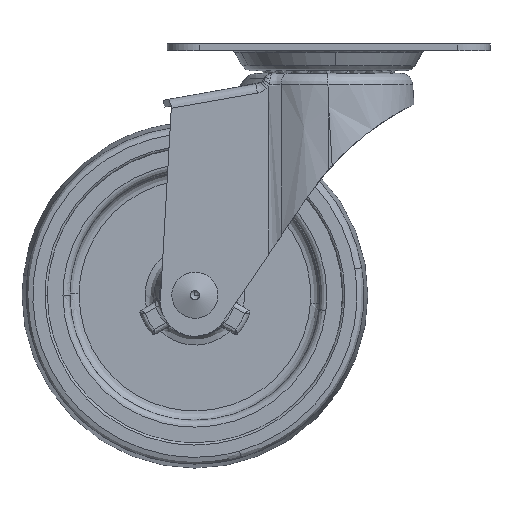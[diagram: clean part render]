
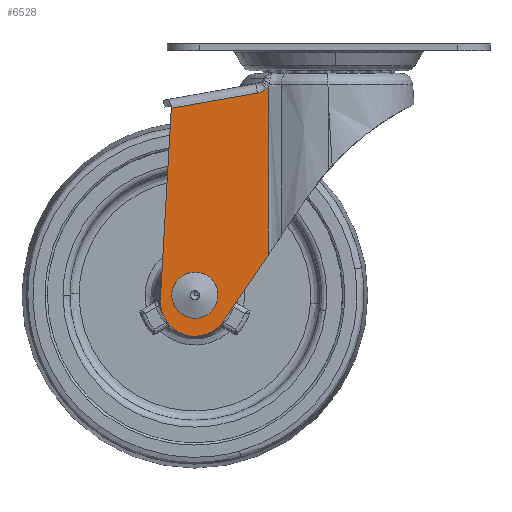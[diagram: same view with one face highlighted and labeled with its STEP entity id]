
A CAD part, front view. The second image highlights one B-rep face of the part: STEP entity #6528.
In plain terms, the highlighted free-form (B-spline) face has degree [1, 1] with [2, 2] control points.
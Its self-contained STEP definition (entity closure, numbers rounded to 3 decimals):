
#939=CARTESIAN_POINT('',(-32.225,-14.5,-53.403));
#940=VERTEX_POINT('',#939);
#946=CARTESIAN_POINT('',(-29.0,-14.5,-56.25));
#947=VERTEX_POINT('',#946);
#948=CARTESIAN_POINT('',(-29.0,-14.5,-56.25));
#949=CARTESIAN_POINT('',(-31.869,-14.5,-56.25));
#950=CARTESIAN_POINT('',(-32.225,-14.5,-53.403));
#958=(BOUNDED_CURVE()B_SPLINE_CURVE(2,(#948,#949,#950),.UNSPECIFIED.,.F.,.U.)B_SPLINE_CURVE_WITH_KNOTS((3,3),(0.5,0.729),.UNSPECIFIED.)CURVE()GEOMETRIC_REPRESENTATION_ITEM()RATIONAL_B_SPLINE_CURVE((1.0,0.732,0.954))REPRESENTATION_ITEM(''));
#959=EDGE_CURVE('',#947,#940,#958,.T.);
#961=CARTESIAN_POINT('',(-25.75,-14.5,-52.972));
#962=VERTEX_POINT('',#961);
#963=CARTESIAN_POINT('',(-25.75,-14.5,-52.972));
#964=CARTESIAN_POINT('',(-25.75,-14.5,-52.986));
#965=CARTESIAN_POINT('',(-25.75,-14.5,-53.));
#966=CARTESIAN_POINT('',(-25.75,-14.5,-56.25));
#967=CARTESIAN_POINT('',(-29.0,-14.5,-56.25));
#975=(BOUNDED_CURVE()B_SPLINE_CURVE(2,(#963,#964,#965,#966,#967),.UNSPECIFIED.,.F.,.U.)B_SPLINE_CURVE_WITH_KNOTS((3,2,3),(0.248,0.25,0.5),.UNSPECIFIED.)CURVE()GEOMETRIC_REPRESENTATION_ITEM()RATIONAL_B_SPLINE_CURVE((0.996,0.998,1.0,0.707,1.0))REPRESENTATION_ITEM(''));
#976=EDGE_CURVE('',#962,#947,#975,.T.);
#1056=CARTESIAN_POINT('',(-29.0,-14.5,-49.75));
#1057=VERTEX_POINT('',#1056);
#1058=CARTESIAN_POINT('',(-29.0,-14.5,-49.75));
#1059=CARTESIAN_POINT('',(-25.778,-14.5,-49.75));
#1060=CARTESIAN_POINT('',(-25.75,-14.5,-52.972));
#1068=(BOUNDED_CURVE()B_SPLINE_CURVE(2,(#1058,#1059,#1060),.UNSPECIFIED.,.F.,.U.)B_SPLINE_CURVE_WITH_KNOTS((3,3),(0.0,0.248),.UNSPECIFIED.)CURVE()GEOMETRIC_REPRESENTATION_ITEM()RATIONAL_B_SPLINE_CURVE((1.0,0.709,0.996))REPRESENTATION_ITEM(''));
#1069=EDGE_CURVE('',#1057,#962,#1068,.T.);
#1071=CARTESIAN_POINT('',(-32.225,-14.5,-53.403));
#1072=CARTESIAN_POINT('',(-32.25,-14.5,-53.202));
#1073=CARTESIAN_POINT('',(-32.25,-14.5,-53.));
#1074=CARTESIAN_POINT('',(-32.25,-14.5,-49.75));
#1075=CARTESIAN_POINT('',(-29.0,-14.5,-49.75));
#1083=(BOUNDED_CURVE()B_SPLINE_CURVE(2,(#1071,#1072,#1073,#1074,#1075),.UNSPECIFIED.,.F.,.U.)B_SPLINE_CURVE_WITH_KNOTS((3,2,3),(0.729,0.75,1.0),.UNSPECIFIED.)CURVE()GEOMETRIC_REPRESENTATION_ITEM()RATIONAL_B_SPLINE_CURVE((0.954,0.975,1.0,0.707,1.0))REPRESENTATION_ITEM(''));
#1084=EDGE_CURVE('',#940,#1057,#1083,.T.);
#3783=CARTESIAN_POINT('',(-13.424,-14.5,-8.099));
#3784=VERTEX_POINT('',#3783);
#3815=CARTESIAN_POINT('',(-15.431,-14.5,-9.154));
#3816=VERTEX_POINT('',#3815);
#3830=CARTESIAN_POINT('',(-13.424,-14.5,-8.099));
#3831=CARTESIAN_POINT('',(-13.491,-14.5,-8.17));
#3832=CARTESIAN_POINT('',(-13.56,-14.5,-8.236));
#3833=CARTESIAN_POINT('',(-13.704,-14.5,-8.364));
#3834=CARTESIAN_POINT('',(-13.78,-14.5,-8.425));
#3835=CARTESIAN_POINT('',(-14.011,-14.5,-8.597));
#3836=CARTESIAN_POINT('',(-14.173,-14.5,-8.697));
#3837=CARTESIAN_POINT('',(-14.428,-14.5,-8.83));
#3838=CARTESIAN_POINT('',(-14.515,-14.5,-8.871));
#3839=CARTESIAN_POINT('',(-14.692,-14.5,-8.946));
#3840=CARTESIAN_POINT('',(-14.782,-14.5,-8.981));
#3841=CARTESIAN_POINT('',(-15.055,-14.5,-9.073));
#3842=CARTESIAN_POINT('',(-15.241,-14.5,-9.121));
#3843=CARTESIAN_POINT('',(-15.431,-14.5,-9.154));
#3844=B_SPLINE_CURVE_WITH_KNOTS('',3,(#3830,#3831,#3832,#3833,#3834,#3835,#3836,#3837,#3838,#3839,#3840,#3841,#3842,#3843),.UNSPECIFIED.,.F.,.U.,(4,2,2,2,2,2,4),(0.0,0.125,0.25,0.5,0.625,0.75,1.0),.UNSPECIFIED.);
#3845=EDGE_CURVE('',#3784,#3816,#3844,.T.);
#3870=CARTESIAN_POINT('',(-34.129,-14.5,-12.451));
#3871=VERTEX_POINT('',#3870);
#3881=CARTESIAN_POINT('',(-15.431,-14.5,-9.154));
#3882=CARTESIAN_POINT('',(-16.744,-14.5,-9.386));
#3883=CARTESIAN_POINT('',(-18.057,-14.5,-9.617));
#3884=CARTESIAN_POINT('',(-19.37,-14.5,-9.849));
#3885=CARTESIAN_POINT('',(-24.29,-14.5,-10.716));
#3886=CARTESIAN_POINT('',(-29.209,-14.5,-11.584));
#3887=CARTESIAN_POINT('',(-34.129,-14.5,-12.451));
#3888=B_SPLINE_CURVE_WITH_KNOTS('',3,(#3881,#3882,#3883,#3884,#3885,#3886,#3887),.UNSPECIFIED.,.F.,.U.,(4,3,4),(0.0,0.004,0.019),.UNSPECIFIED.);
#3889=EDGE_CURVE('',#3816,#3871,#3888,.T.);
#3961=CARTESIAN_POINT('',(-13.115,-14.5,-7.773));
#3962=VERTEX_POINT('',#3961);
#3986=CARTESIAN_POINT('',(-13.115,-14.5,-7.773));
#3987=CARTESIAN_POINT('',(-13.218,-14.5,-7.882));
#3988=CARTESIAN_POINT('',(-13.321,-14.5,-7.99));
#3989=CARTESIAN_POINT('',(-13.424,-14.5,-8.099));
#3990=B_SPLINE_CURVE_WITH_KNOTS('',3,(#3986,#3987,#3988,#3989),.UNSPECIFIED.,.F.,.U.,(4,4),(0.0,0.),.UNSPECIFIED.);
#3991=EDGE_CURVE('',#3962,#3784,#3990,.T.);
#5750=CARTESIAN_POINT('',(-13.115,-14.5,-44.296));
#5751=VERTEX_POINT('',#5750);
#5752=CARTESIAN_POINT('',(-13.115,-14.5,-44.296));
#5753=CARTESIAN_POINT('',(-13.115,-14.5,-7.773));
#5754=QUASI_UNIFORM_CURVE('',1,(#5752,#5753),.UNSPECIFIED.,.F.,.U.);
#5755=EDGE_CURVE('',#5751,#3962,#5754,.T.);
#6146=CARTESIAN_POINT('',(-36.488,-14.5,-53.975));
#6147=VERTEX_POINT('',#6146);
#6148=CARTESIAN_POINT('',(-34.129,-14.5,-12.451));
#6149=CARTESIAN_POINT('',(-36.488,-14.5,-53.975));
#6150=QUASI_UNIFORM_CURVE('',1,(#6148,#6149),.UNSPECIFIED.,.F.,.U.);
#6151=EDGE_CURVE('',#3871,#6147,#6150,.T.);
#6267=CARTESIAN_POINT('',(-22.787,-14.5,-58.601));
#6268=VERTEX_POINT('',#6267);
#6274=CARTESIAN_POINT('',(-22.787,-14.5,-58.601));
#6275=CARTESIAN_POINT('',(-25.987,-14.5,-63.333));
#6276=CARTESIAN_POINT('',(-31.399,-14.5,-61.506));
#6277=CARTESIAN_POINT('',(-36.812,-14.5,-59.678));
#6278=CARTESIAN_POINT('',(-36.488,-14.5,-53.975));
#6286=(BOUNDED_CURVE()B_SPLINE_CURVE(2,(#6274,#6275,#6276,#6277,#6278),.UNSPECIFIED.,.F.,.U.)B_SPLINE_CURVE_WITH_KNOTS((3,2,3),(0.0,0.5,1.0),.UNSPECIFIED.)CURVE()GEOMETRIC_REPRESENTATION_ITEM()RATIONAL_B_SPLINE_CURVE((1.0,0.796,1.0,0.796,1.0))REPRESENTATION_ITEM(''));
#6287=EDGE_CURVE('',#6268,#6147,#6286,.T.);
#6504=CARTESIAN_POINT('',(-37.665,-14.5,-64.602));
#6505=CARTESIAN_POINT('',(-37.665,-14.5,-5.069));
#6506=CARTESIAN_POINT('',(-11.947,-14.5,-64.602));
#6507=CARTESIAN_POINT('',(-11.947,-14.5,-5.069));
#6508=B_SPLINE_SURFACE_WITH_KNOTS('',1,1,((#6504,#6506),(#6505,#6507)),.UNSPECIFIED.,.F.,.F.,.U.,(2,2),(2,2),(0.0,59.533),(0.0,25.718),.UNSPECIFIED.);
#6509=ORIENTED_EDGE('',*,*,#5755,.T.);
#6510=ORIENTED_EDGE('',*,*,#3991,.T.);
#6511=ORIENTED_EDGE('',*,*,#3845,.T.);
#6512=ORIENTED_EDGE('',*,*,#3889,.T.);
#6513=ORIENTED_EDGE('',*,*,#6151,.T.);
#6514=ORIENTED_EDGE('',*,*,#6287,.F.);
#6515=CARTESIAN_POINT('',(-22.787,-14.5,-58.601));
#6516=CARTESIAN_POINT('',(-13.115,-14.5,-44.296));
#6517=QUASI_UNIFORM_CURVE('',1,(#6515,#6516),.UNSPECIFIED.,.F.,.U.);
#6518=EDGE_CURVE('',#6268,#5751,#6517,.T.);
#6519=ORIENTED_EDGE('',*,*,#6518,.T.);
#6520=EDGE_LOOP('',(#6509,#6510,#6511,#6512,#6513,#6514,#6519));
#6521=FACE_OUTER_BOUND('',#6520,.T.);
#6522=ORIENTED_EDGE('',*,*,#1069,.T.);
#6523=ORIENTED_EDGE('',*,*,#976,.T.);
#6524=ORIENTED_EDGE('',*,*,#959,.T.);
#6525=ORIENTED_EDGE('',*,*,#1084,.T.);
#6526=EDGE_LOOP('',(#6522,#6523,#6524,#6525));
#6527=FACE_BOUND('',#6526,.T.);
#6528=ADVANCED_FACE('',(#6521,#6527),#6508,.F.);
